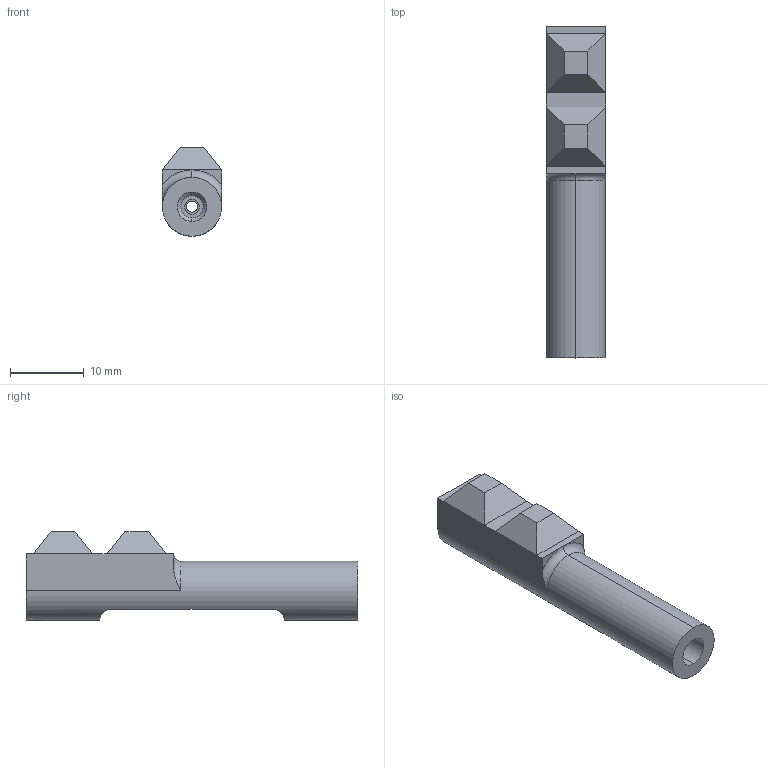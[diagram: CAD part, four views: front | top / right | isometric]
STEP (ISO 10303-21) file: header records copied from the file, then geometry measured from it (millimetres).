
FILE_DESCRIPTION (( 'STEP AP203' ), '1' );
FILE_NAME ('pipette_body.STEP', '2025-06-02T05:58:15', ( '' ), ( '' ), 'SwSTEP 2.0', 'SolidWorks 2025', '' );
FILE_SCHEMA (( 'CONFIG_CONTROL_DESIGN' ));
Length unit declared in the file: millimetre
Products named in the file (1): pipette_body
Bounding box: 8 x 45 x 12 mm (x, y, z)
Volume: 2343.1 mm3; surface area: 1753.6 mm2
Topology: 1 solids, 1 shells, 44 faces, 99 edges, 61 vertices
Faces by surface type: plane 24, cylinder 14, cone 4, torus 2
Entity records: 1369 total; most frequent: CARTESIAN_POINT 289, DIRECTION 216, ORIENTED_EDGE 198, EDGE_CURVE 99, AXIS2_PLACEMENT_3D 78, VERTEX_POINT 61, VECTOR 60, LINE 60
